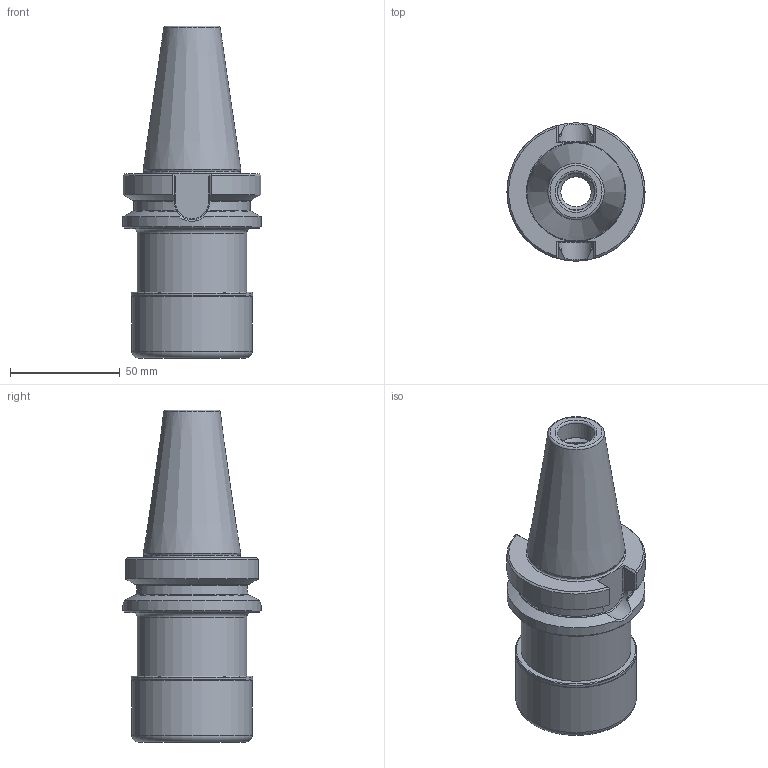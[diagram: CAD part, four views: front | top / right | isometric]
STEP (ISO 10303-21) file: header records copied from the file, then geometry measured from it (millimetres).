
FILE_DESCRIPTION(/* description */ (''),/* implementation_level */ '2;1');
FILE_NAME(/* name */ '514073240.stp',/* time_stamp */ '2021-01-08T12:33:43',/* author */ ('LRA'),/* organization */ ('REGO-FIX'),/* preprocessor_version */ ' Unknown',/* originating_system */ 'SIEMENS PLM Software Solid Edge ST10',/* authorization */ 'Unknown');
FILE_SCHEMA (('AUTOMOTIVE_DESIGN { 1 0 10303 214 2 1 1}'));
Length unit declared in the file: millimetre
Products named in the file (1): NOCUT
Bounding box: 63 x 63 x 151.4 mm (x, y, z)
Volume: 177760.3 mm3; surface area: 46022.6 mm2
Topology: 1 solids, 1 shells, 102 faces, 247 edges, 155 vertices
Faces by surface type: plane 42, cylinder 22, torus 18, cone 18, bspline 2
Full cylindrical faces by diameter (mm): 13.835 x1, 17 x1, 33 x1, 38.25 x1, 42 x1, 48.376 x1, 50 x1, 50.05 x1, 51 x1, 55 x1, 55.4 x1, 63 x1
Entity records: 3598 total; most frequent: CARTESIAN_POINT 642, DIRECTION 486, ORIENTED_EDGE 402, AXIS2_PLACEMENT_3D 211, EDGE_CURVE 201, EDGE_LOOP 148, FACE_BOUND 148, VERTEX_POINT 145
